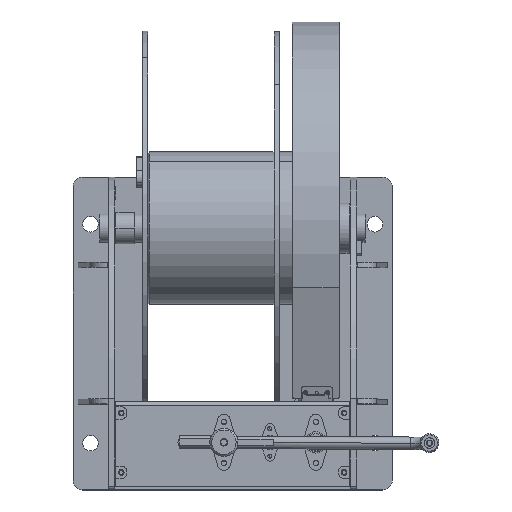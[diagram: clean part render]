
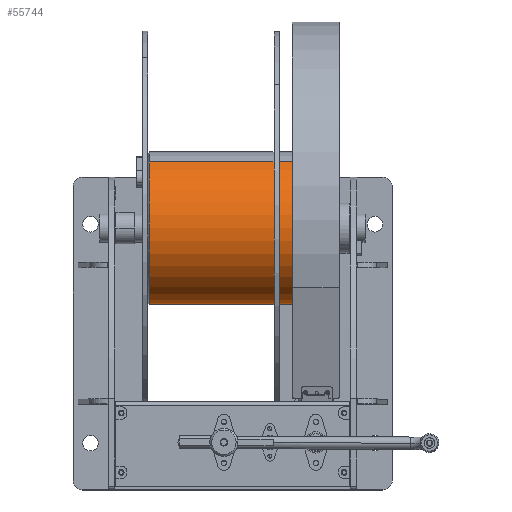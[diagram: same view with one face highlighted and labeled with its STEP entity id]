
A CAD part, top view. The second image highlights one B-rep face of the part: STEP entity #55744.
In plain terms, the highlighted cylindrical face has radius 122.25 mm (diameter 244.5 mm), a partial arc.
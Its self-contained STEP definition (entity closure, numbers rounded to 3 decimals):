
#3373 = VECTOR ( 'NONE', #74321, 1000. ) ;
#6436 = DIRECTION ( 'NONE',  ( 0., 0., 1. ) ) ;
#8076 = DIRECTION ( 'NONE',  ( 0., 0., -1. ) ) ;
#13973 = VERTEX_POINT ( 'NONE', #45010 ) ;
#15041 = VERTEX_POINT ( 'NONE', #55510 ) ;
#15628 = EDGE_CURVE ( 'NONE', #15041, #55112, #69410, .T. ) ;
#16445 = EDGE_CURVE ( 'NONE', #13973, #20915, #50311, .T. ) ;
#18913 = ORIENTED_EDGE ( 'NONE', *, *, #24989, .T. ) ;
#20915 = VERTEX_POINT ( 'NONE', #63825 ) ;
#21779 = ORIENTED_EDGE ( 'NONE', *, *, #38086, .F. ) ;
#24989 = EDGE_CURVE ( 'NONE', #20915, #15041, #56608, .T. ) ;
#25967 = ORIENTED_EDGE ( 'NONE', *, *, #15628, .T. ) ;
#35402 = CYLINDRICAL_SURFACE ( 'NONE', #48933, 122.25 ) ;
#37298 = FACE_OUTER_BOUND ( 'NONE', #74047, .T. ) ;
#38086 = EDGE_CURVE ( 'NONE', #13973, #55112, #50045, .T. ) ;
#40434 = VECTOR ( 'NONE', #66431, 1000. ) ;
#42126 = DIRECTION ( 'NONE',  ( -1., 0., 0. ) ) ;
#42892 = CARTESIAN_POINT ( 'NONE',  ( 0., 0., -131. ) ) ;
#44511 = CARTESIAN_POINT ( 'NONE',  ( 0., 0., 131. ) ) ;
#45010 = CARTESIAN_POINT ( 'NONE',  ( 122.25, 0., 131. ) ) ;
#48933 = AXIS2_PLACEMENT_3D ( 'NONE', #66580, #59961, #42126 ) ;
#49056 = DIRECTION ( 'NONE',  ( 1., 0., 0. ) ) ;
#50045 = LINE ( 'NONE', #68208, #3373 ) ;
#50311 = CIRCLE ( 'NONE', #78679, 122.25 ) ;
#50657 = DIRECTION ( 'NONE',  ( 1., 0., 0. ) ) ;
#55112 = VERTEX_POINT ( 'NONE', #72297 ) ;
#55510 = CARTESIAN_POINT ( 'NONE',  ( -122.25, 0., -131. ) ) ;
#55744 = ADVANCED_FACE ( 'NONE', ( #37298 ), #35402, .T. ) ;
#56608 = LINE ( 'NONE', #60312, #40434 ) ;
#59961 = DIRECTION ( 'NONE',  ( 0., 0., -1. ) ) ;
#60312 = CARTESIAN_POINT ( 'NONE',  ( -122.25, 0., 133.5 ) ) ;
#63825 = CARTESIAN_POINT ( 'NONE',  ( -122.25, 0., 131. ) ) ;
#66431 = DIRECTION ( 'NONE',  ( 0., 0., -1. ) ) ;
#66580 = CARTESIAN_POINT ( 'NONE',  ( 0., 0., 133.5 ) ) ;
#68208 = CARTESIAN_POINT ( 'NONE',  ( 122.25, 0., 133.5 ) ) ;
#69410 = CIRCLE ( 'NONE', #75101, 122.25 ) ;
#72297 = CARTESIAN_POINT ( 'NONE',  ( 122.25, 0., -131. ) ) ;
#73822 = ORIENTED_EDGE ( 'NONE', *, *, #16445, .T. ) ;
#74047 = EDGE_LOOP ( 'NONE', ( #21779, #73822, #18913, #25967 ) ) ;
#74321 = DIRECTION ( 'NONE',  ( 0., 0., -1. ) ) ;
#75101 = AXIS2_PLACEMENT_3D ( 'NONE', #42892, #6436, #49056 ) ;
#78679 = AXIS2_PLACEMENT_3D ( 'NONE', #44511, #8076, #50657 ) ;
